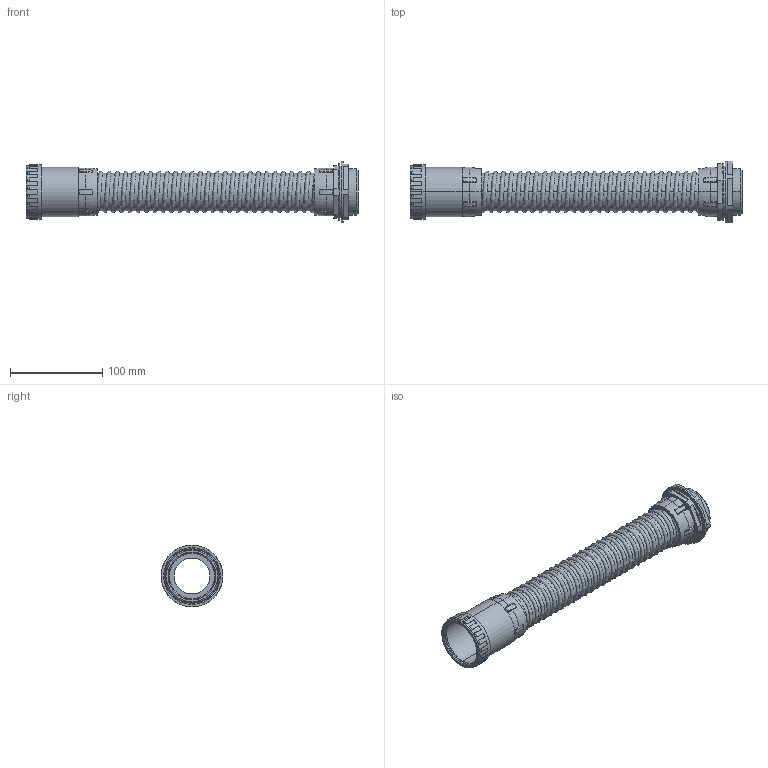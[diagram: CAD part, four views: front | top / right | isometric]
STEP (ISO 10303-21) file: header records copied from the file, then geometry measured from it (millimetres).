
FILE_DESCRIPTION (( 'STEP AP214' ), '1' );
FILE_NAME ('CTA10D-CXS50-K41-015 Ìóôòà ãèáêàÿ òðóáà-êîðîáêà CXS50 IP65.STEP', '2016-06-22T13:09:27', ( '' ), ( '' ), 'SwSTEP 2.0', 'SolidWorks 2014', '' );
FILE_SCHEMA (( 'AUTOMOTIVE_DESIGN' ));
Length unit declared in the file: millimetre
Products named in the file (1): CTA10D-CXS50-K41-015 Ìóôòà ãèáêàÿ òðóáà-êîðîáêà CXS50 IP65
Bounding box: 360 x 66.8 x 66.8 mm (x, y, z)
Volume: 149988.2 mm3; surface area: 116449.3 mm2
Topology: 1 solids, 3 shells, 356 faces, 983 edges, 618 vertices
Faces by surface type: plane 123, cylinder 94, bspline 61, torus 56, cone 22
Entity records: 26095 total; most frequent: CARTESIAN_POINT 17704, ORIENTED_EDGE 1918, DIRECTION 1579, EDGE_CURVE 959, AXIS2_PLACEMENT_3D 640, VERTEX_POINT 618, EDGE_LOOP 371, ADVANCED_FACE 356
